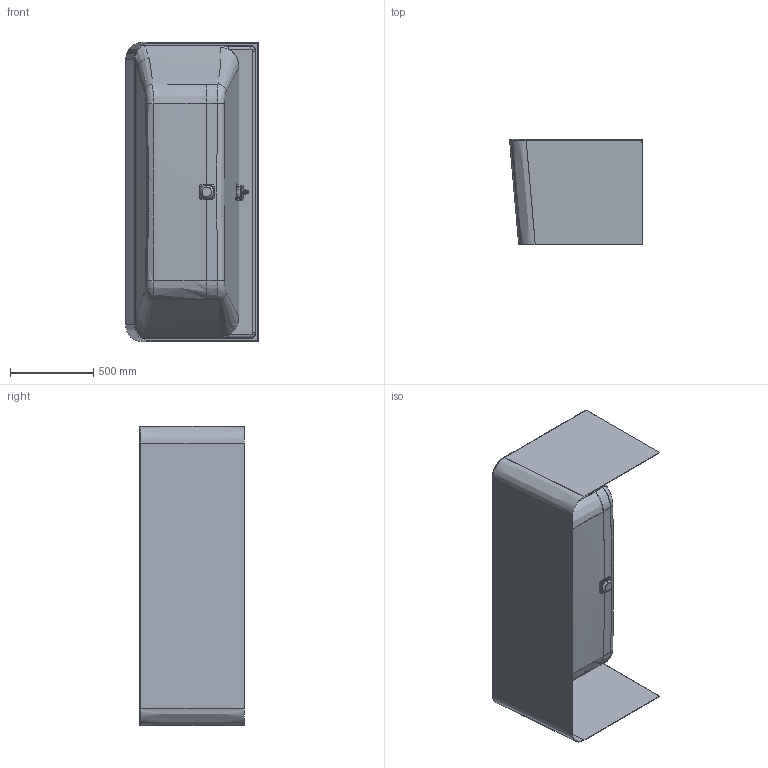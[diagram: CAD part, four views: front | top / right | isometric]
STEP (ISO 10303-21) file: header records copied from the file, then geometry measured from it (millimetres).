
FILE_DESCRIPTION((''),'2;1');
FILE_NAME('COLLARO-BTW_24072018_ASM','2024-03-15T11:19:10',('hegemanc'),('Villeroy & Boch Wellness bv'),'CREO PARAMETRIC BY PTC INC, 2022414','CREO PARAMETRIC BY PTC INC, 2022414','');
FILE_SCHEMA(('AP242_MANAGED_MODEL_BASED_3D_ENGINEERING_MIM_LF { 1 0 10303 442 1 1 4 }'));
Length unit declared in the file: millimetre
Products named in the file (8): COLLARO-BTW24072018; COLLARO_WASTECOVER80_23072018; BACKHOUSING_R14_NO2K_RAPID_1; FLANGE_R6_1; COVER_R3_3_1; WATERINLET_R9_1_11_1; TIBET_ASM_ASM; COLLARO-BTW_24072018_ASM
Assembly tree (7 placements, depth 3):
  COLLARO-BTW_24072018_ASM
    COLLARO-BTW24072018
    COLLARO_WASTECOVER80_23072018
    TIBET_ASM_ASM
      BACKHOUSING_R14_NO2K_RAPID_1
      FLANGE_R6_1
      COVER_R3_3_1
      WATERINLET_R9_1_11_1
Bounding box: 799.43 x 630 x 1800 mm (x, y, z)
Volume: 19209321.3 mm3; surface area: 9746478.9 mm2
Topology: 6 solids, 6 shells, 1005 faces, 2588 edges, 1642 vertices
Faces by surface type: plane 352, cylinder 345, bspline 179, torus 81, cone 35, revolution 5, sphere 4, extrusion 4
Entity records: 46008 total; most frequent: CARTESIAN_POINT 18444, ORIENTED_EDGE 5084, DIRECTION 4762, EDGE_CURVE 2542, AXIS2_PLACEMENT_3D 1792, VERTEX_POINT 1582, COLOUR_RGB 1465, VECTOR 1173
